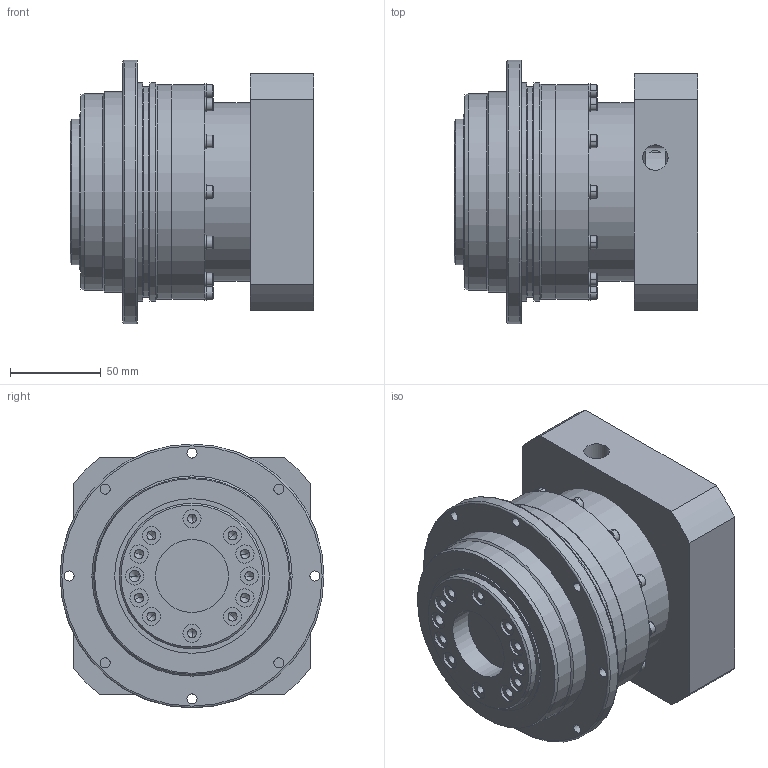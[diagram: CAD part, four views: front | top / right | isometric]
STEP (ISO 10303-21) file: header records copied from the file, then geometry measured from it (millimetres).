
FILE_DESCRIPTION(/* description */ (''),/* implementation_level */ '2;1');
FILE_NAME(/* name */ 'TD110-L1-24-110-145-M8-58-3.stp',/* time_stamp */ '2019-09-26T15:20:54+08:00',/* author */ (''),/* organization */ (''),/* preprocessor_version */ 'ST-DEVELOPER v16',/* originating_system */ 'SIEMENS PLM Software NX 10.0',/* authorisation */ '');
FILE_SCHEMA (('CONFIG_CONTROL_DESIGN'));
Length unit declared in the file: millimetre
Products named in the file (1): _model122
Bounding box: 134 x 145 x 145 mm (x, y, z)
Volume: 1347143.8 mm3; surface area: 174965 mm2
Topology: 28 solids, 28 shells, 685 faces, 1447 edges, 847 vertices
Faces by surface type: cylinder 270, plane 262, cone 124, torus 29
Full cylindrical faces by diameter (mm): 5 x9, 6 x1, 6.8 x4, 10 x10, 14 x1, 24 x1, 27.5 x1, 40 x1, 66 x1, 80 x1, 85 x1, 90 x1, 98 x1, 108 x1, 110 x2, 115.6 x1, 118 x2, 120 x2, 145 x1
Entity records: 18025 total; most frequent: CARTESIAN_POINT 3475, DIRECTION 3169, ORIENTED_EDGE 2680, EDGE_CURVE 1340, AXIS2_PLACEMENT_3D 1217, EDGE_LOOP 859, VERTEX_POINT 839, LINE 735
